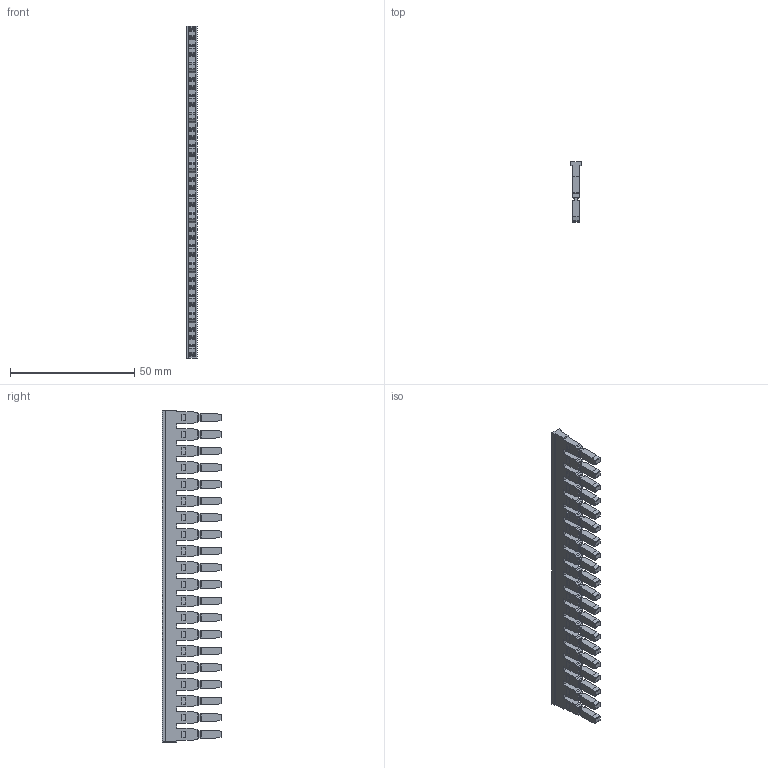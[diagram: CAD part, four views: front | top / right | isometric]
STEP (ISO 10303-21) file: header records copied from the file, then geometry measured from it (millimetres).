
FILE_DESCRIPTION (( 'STEP AP203' ), '1' );
FILE_NAME ('20''LÝ - 4 ÜST KÖPRÜ.STEP', '2020-03-23T11:08:51', ( '' ), ( '' ), 'SwSTEP 2.0', 'SolidWorks 2011', '' );
FILE_SCHEMA (( 'CONFIG_CONTROL_DESIGN' ));
Length unit declared in the file: millimetre
Products named in the file (1): 20''Lﾝ - 4 ﾜST KﾖPRﾜ
Bounding box: 4.2 x 24 x 133.5 mm (x, y, z)
Volume: 5744.8 mm3; surface area: 7319.8 mm2
Topology: 1 solids, 1 shells, 750 faces, 2065 edges, 1377 vertices
Faces by surface type: plane 630, cylinder 120
Entity records: 23654 total; most frequent: CARTESIAN_POINT 4193, ORIENTED_EDGE 4130, DIRECTION 3807, EDGE_CURVE 2065, VECTOR 1825, LINE 1825, VERTEX_POINT 1377, AXIS2_PLACEMENT_3D 991
